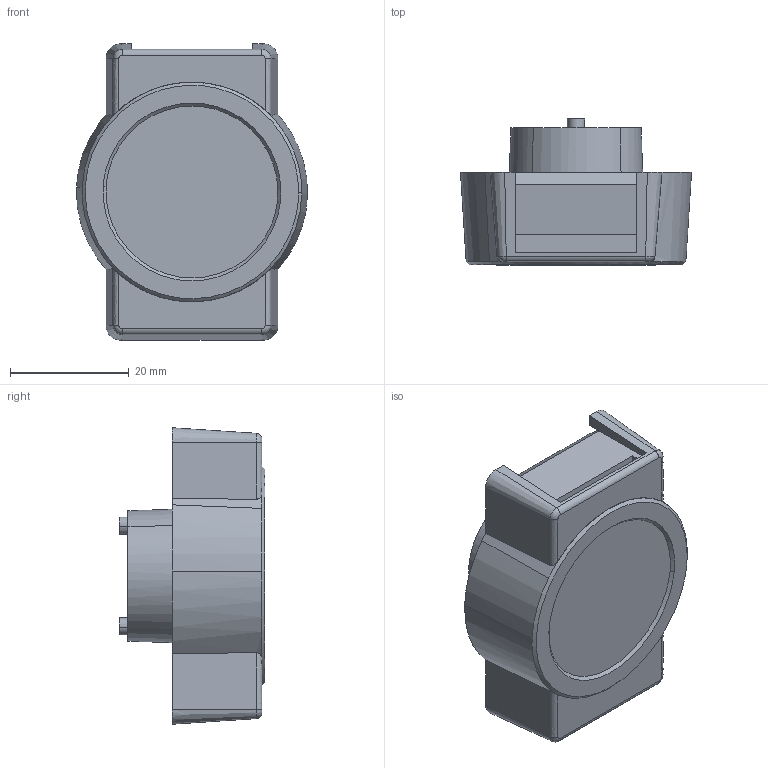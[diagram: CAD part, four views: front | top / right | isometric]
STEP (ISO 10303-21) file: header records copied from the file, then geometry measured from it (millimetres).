
FILE_DESCRIPTION((''),'2;1');
FILE_NAME('','2005-10-12T14:09:00',(''),(''),'','CADfix','');
FILE_SCHEMA(('AUTOMOTIVE_DESIGN'));
Length unit declared in the file: millimetre
Products named in the file (4): cover; base_B; base_A; THA_220_2_24155_36
Assembly tree (3 placements, depth 2):
  THA_220_2_24155_36
    cover
    base_B
    base_A
Bounding box: 38.97 x 24.6 x 50 mm (x, y, z)
Volume: 17507.7 mm3; surface area: 14244.4 mm2
Topology: 3 solids, 3 shells, 142 faces, 423 edges, 298 vertices
Faces by surface type: bspline 142
Entity records: 5373 total; most frequent: CARTESIAN_POINT 2890, ORIENTED_EDGE 846, EDGE_CURVE 423, VERTEX_POINT 298, QUASI_UNIFORM_CURVE 233, EDGE_LOOP 161, FACE_OUTER_BOUND 142, ADVANCED_FACE 142
